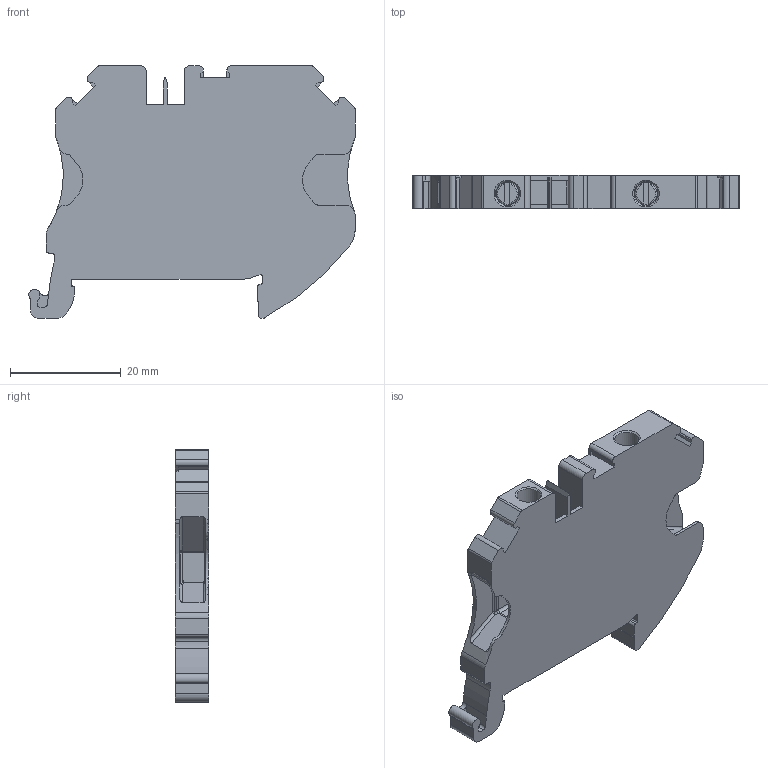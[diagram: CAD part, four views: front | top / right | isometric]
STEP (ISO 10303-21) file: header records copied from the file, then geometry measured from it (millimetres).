
FILE_DESCRIPTION(/* description */ ('Unknown'),/* implementation_level */ '2;1');
FILE_NAME(/* name */ 'TGQ4_3D_SOLID',/* time_stamp */ '2021-04-28T14:27:54+06:00',/* author */ ('Unknown'),/* organization */ ('Unknown'),/* preprocessor_version */ 'ST-DEVELOPER v16.7',/* originating_system */ 'DEX',/* authorisation */ $);
FILE_SCHEMA (('AUTOMOTIVE_DESIGN {1 0 10303 214 3 1 1}'));
Length unit declared in the file: millimetre
Products named in the file (1): TGQ4_SOLID
Bounding box: 58.85 x 6 x 45.5 mm (x, y, z)
Volume: 10129.3 mm3; surface area: 6725.5 mm2
Topology: 1 solids, 3 shells, 272 faces, 745 edges, 481 vertices
Faces by surface type: plane 125, cylinder 109, bspline 21, torus 8, sphere 7, cone 2
Full cylindrical faces by diameter (mm): 3 x2, 3.5 x2, 4 x2, 4.3 x2
Entity records: 10672 total; most frequent: CARTESIAN_POINT 1893, ORIENTED_EDGE 1448, DIRECTION 1433, EDGE_CURVE 724, AXIS2_PLACEMENT_3D 506, VERTEX_POINT 474, LINE 421, VECTOR 421
